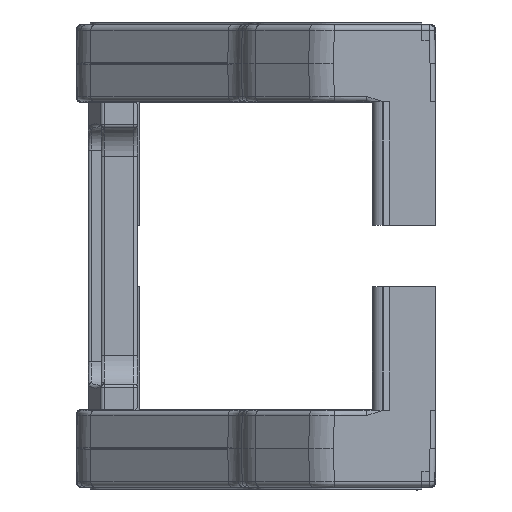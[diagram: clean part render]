
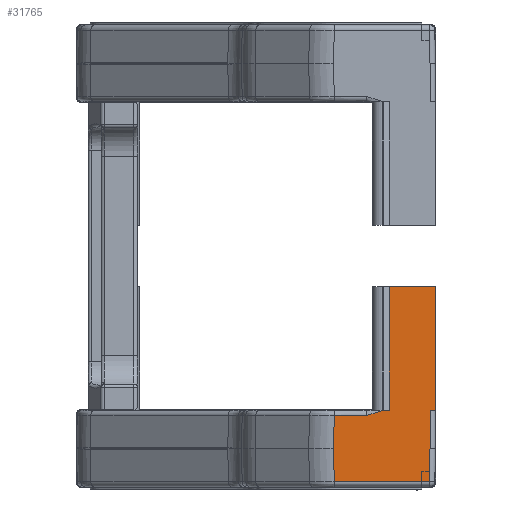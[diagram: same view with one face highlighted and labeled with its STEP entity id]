
A CAD part, left-side view. The second image highlights one B-rep face of the part: STEP entity #31765.
In plain terms, the highlighted planar face has unit normal (-1, 0, 0).
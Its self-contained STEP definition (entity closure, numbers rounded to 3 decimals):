
#7 = CARTESIAN_POINT ( 'NONE',  ( -276.867, -10.118, 119.785 ) ) ;
#1357 = LINE ( 'NONE', #115886, #117895 ) ;
#1413 = CARTESIAN_POINT ( 'NONE',  ( -276.867, -23.356, 124.789 ) ) ;
#1580 = EDGE_CURVE ( 'NONE', #7501, #79260, #1357, .T. ) ;
#2327 = ORIENTED_EDGE ( 'NONE', *, *, #65421, .T. ) ;
#2711 = VECTOR ( 'NONE', #69481, 1000. ) ;
#3556 = PLANE ( 'NONE',  #102643 ) ;
#3883 = VECTOR ( 'NONE', #87098, 1000. ) ;
#5316 = VERTEX_POINT ( 'NONE', #20576 ) ;
#7501 = VERTEX_POINT ( 'NONE', #64807 ) ;
#8144 = ORIENTED_EDGE ( 'NONE', *, *, #64743, .F. ) ;
#8514 = ORIENTED_EDGE ( 'NONE', *, *, #31867, .T. ) ;
#10496 = CARTESIAN_POINT ( 'NONE',  ( -276.867, -13.356, 124.789 ) ) ;
#14305 = VERTEX_POINT ( 'NONE', #46139 ) ;
#14905 = ORIENTED_EDGE ( 'NONE', *, *, #1580, .T. ) ;
#15349 = CARTESIAN_POINT ( 'NONE',  ( -276.867, -22.581, 115.485 ) ) ;
#15665 = CARTESIAN_POINT ( 'NONE',  ( -276.867, -22.656, 129.665 ) ) ;
#16946 = CARTESIAN_POINT ( 'NONE',  ( -276.867, -23.356, 140.789 ) ) ;
#19257 = CARTESIAN_POINT ( 'NONE',  ( -276.867, 29.115, 115.485 ) ) ;
#19856 = VECTOR ( 'NONE', #43973, 1000. ) ;
#20137 = DIRECTION ( 'NONE',  ( 0., 0.027, -1. ) ) ;
#20576 = CARTESIAN_POINT ( 'NONE',  ( -276.867, -10.235, 124.089 ) ) ;
#21475 = DIRECTION ( 'NONE',  ( 0., -0.017, 1. ) ) ;
#22162 = DIRECTION ( 'NONE',  ( -1., 0., 0. ) ) ;
#22414 = LINE ( 'NONE', #1413, #110352 ) ;
#23343 = DIRECTION ( 'NONE',  ( 0., 0.949, -0.316 ) ) ;
#24416 = VERTEX_POINT ( 'NONE', #7 ) ;
#24702 = FACE_OUTER_BOUND ( 'NONE', #40945, .T. ) ;
#26296 = CARTESIAN_POINT ( 'NONE',  ( -276.867, -14.469, 124.089 ) ) ;
#28499 = CARTESIAN_POINT ( 'NONE',  ( -276.867, -22.656, 119.81 ) ) ;
#30308 = VERTEX_POINT ( 'NONE', #26296 ) ;
#31517 = ORIENTED_EDGE ( 'NONE', *, *, #32349, .T. ) ;
#31765 = ADVANCED_FACE ( 'NONE', ( #24702 ), #3556, .T. ) ;
#31867 = EDGE_CURVE ( 'NONE', #48275, #72611, #68563, .T. ) ;
#32349 = EDGE_CURVE ( 'NONE', #107715, #33676, #100230, .T. ) ;
#32405 = CARTESIAN_POINT ( 'NONE',  ( -276.867, -22.813, 128.759 ) ) ;
#32623 = EDGE_CURVE ( 'NONE', #33676, #48275, #119876, .T. ) ;
#32885 = ORIENTED_EDGE ( 'NONE', *, *, #79209, .T. ) ;
#33676 = VERTEX_POINT ( 'NONE', #121195 ) ;
#34815 = EDGE_CURVE ( 'NONE', #81128, #30308, #117916, .T. ) ;
#35677 = ORIENTED_EDGE ( 'NONE', *, *, #118441, .F. ) ;
#37566 = CARTESIAN_POINT ( 'NONE',  ( -276.867, -23.356, 140.789 ) ) ;
#40945 = EDGE_LOOP ( 'NONE', ( #8144, #90774, #101987, #2327, #123870, #32885, #31517, #113866, #8514, #61737, #35677, #46721, #14905 ) ) ;
#43973 = DIRECTION ( 'NONE',  ( 0., -0.027, -1. ) ) ;
#46139 = CARTESIAN_POINT ( 'NONE',  ( -276.867, -23.356, 124.789 ) ) ;
#46721 = ORIENTED_EDGE ( 'NONE', *, *, #105741, .T. ) ;
#48275 = VERTEX_POINT ( 'NONE', #28499 ) ;
#48721 = VECTOR ( 'NONE', #21475, 1000. ) ;
#49572 = CARTESIAN_POINT ( 'NONE',  ( -276.867, -23.356, 140.789 ) ) ;
#51285 = EDGE_CURVE ( 'NONE', #24416, #51967, #116707, .T. ) ;
#51418 = LINE ( 'NONE', #10496, #125575 ) ;
#51858 = DIRECTION ( 'NONE',  ( 0., 0.017, 1. ) ) ;
#51967 = VERTEX_POINT ( 'NONE', #85291 ) ;
#52155 = CARTESIAN_POINT ( 'NONE',  ( -276.867, 23.084, 111.572 ) ) ;
#52582 = VERTEX_POINT ( 'NONE', #16946 ) ;
#55038 = DIRECTION ( 'NONE',  ( 0., 0., 1. ) ) ;
#55826 = VECTOR ( 'NONE', #20137, 1000. ) ;
#56307 = VECTOR ( 'NONE', #51858, 1000. ) ;
#57771 = DIRECTION ( 'NONE',  ( 0., 1., 0. ) ) ;
#57795 = CARTESIAN_POINT ( 'NONE',  ( -276.867, -17.356, 124.789 ) ) ;
#61737 = ORIENTED_EDGE ( 'NONE', *, *, #115966, .F. ) ;
#63326 = LINE ( 'NONE', #49572, #2711 ) ;
#64325 = CARTESIAN_POINT ( 'NONE',  ( -276.867, -9.821, 130.723 ) ) ;
#64743 = EDGE_CURVE ( 'NONE', #81128, #79260, #51418, .T. ) ;
#64807 = CARTESIAN_POINT ( 'NONE',  ( -276.867, -17.356, 140.789 ) ) ;
#64908 = LINE ( 'NONE', #106851, #55826 ) ;
#65421 = EDGE_CURVE ( 'NONE', #5316, #24416, #64908, .T. ) ;
#68563 = LINE ( 'NONE', #15665, #124478 ) ;
#69481 = DIRECTION ( 'NONE',  ( 0., 1., 0. ) ) ;
#71340 = CARTESIAN_POINT ( 'NONE',  ( -276.867, -22.656, 119.803 ) ) ;
#72611 = VERTEX_POINT ( 'NONE', #114459 ) ;
#79209 = EDGE_CURVE ( 'NONE', #51967, #107715, #99744, .T. ) ;
#79260 = VERTEX_POINT ( 'NONE', #57795 ) ;
#81128 = VERTEX_POINT ( 'NONE', #102535 ) ;
#84184 = DIRECTION ( 'NONE',  ( 0., 0., -1. ) ) ;
#85291 = CARTESIAN_POINT ( 'NONE',  ( -276.867, -10.235, 115.485 ) ) ;
#85571 = LINE ( 'NONE', #37566, #3883 ) ;
#86941 = DIRECTION ( 'NONE',  ( 0., -1., 0. ) ) ;
#87098 = DIRECTION ( 'NONE',  ( 0., 0., -1. ) ) ;
#88157 = DIRECTION ( 'NONE',  ( 0., 1., 0. ) ) ;
#89869 = DIRECTION ( 'NONE',  ( 0., 0., -1. ) ) ;
#90774 = ORIENTED_EDGE ( 'NONE', *, *, #34815, .T. ) ;
#99585 = EDGE_CURVE ( 'NONE', #30308, #5316, #116825, .T. ) ;
#99744 = LINE ( 'NONE', #19257, #117835 ) ;
#100230 = LINE ( 'NONE', #32405, #48721 ) ;
#101987 = ORIENTED_EDGE ( 'NONE', *, *, #99585, .T. ) ;
#102535 = CARTESIAN_POINT ( 'NONE',  ( -276.867, -16.569, 124.789 ) ) ;
#102643 = AXIS2_PLACEMENT_3D ( 'NONE', #108100, #22162, #89869 ) ;
#103270 = VECTOR ( 'NONE', #57771, 1000. ) ;
#105741 = EDGE_CURVE ( 'NONE', #52582, #7501, #63326, .T. ) ;
#106851 = CARTESIAN_POINT ( 'NONE',  ( -276.867, -10.117, 119.733 ) ) ;
#107005 = DIRECTION ( 'NONE',  ( 0., -1., 0. ) ) ;
#107715 = VERTEX_POINT ( 'NONE', #15349 ) ;
#108100 = CARTESIAN_POINT ( 'NONE',  ( -276.867, 29.115, 129.665 ) ) ;
#110352 = VECTOR ( 'NONE', #88157, 1000. ) ;
#113866 = ORIENTED_EDGE ( 'NONE', *, *, #32623, .T. ) ;
#114459 = CARTESIAN_POINT ( 'NONE',  ( -276.867, -22.656, 124.789 ) ) ;
#115886 = CARTESIAN_POINT ( 'NONE',  ( -276.867, -17.356, 140.789 ) ) ;
#115966 = EDGE_CURVE ( 'NONE', #14305, #72611, #22414, .T. ) ;
#116707 = LINE ( 'NONE', #64325, #19856 ) ;
#116825 = LINE ( 'NONE', #116926, #103270 ) ;
#116926 = CARTESIAN_POINT ( 'NONE',  ( -276.867, -10.254, 124.089 ) ) ;
#117835 = VECTOR ( 'NONE', #86941, 1000. ) ;
#117895 = VECTOR ( 'NONE', #84184, 1000. ) ;
#117916 = LINE ( 'NONE', #52155, #119394 ) ;
#118441 = EDGE_CURVE ( 'NONE', #52582, #14305, #85571, .T. ) ;
#119394 = VECTOR ( 'NONE', #23343, 1000. ) ;
#119876 = LINE ( 'NONE', #71340, #56307 ) ;
#121195 = CARTESIAN_POINT ( 'NONE',  ( -276.867, -22.656, 119.785 ) ) ;
#123870 = ORIENTED_EDGE ( 'NONE', *, *, #51285, .T. ) ;
#124478 = VECTOR ( 'NONE', #55038, 1000. ) ;
#125575 = VECTOR ( 'NONE', #107005, 1000. ) ;
